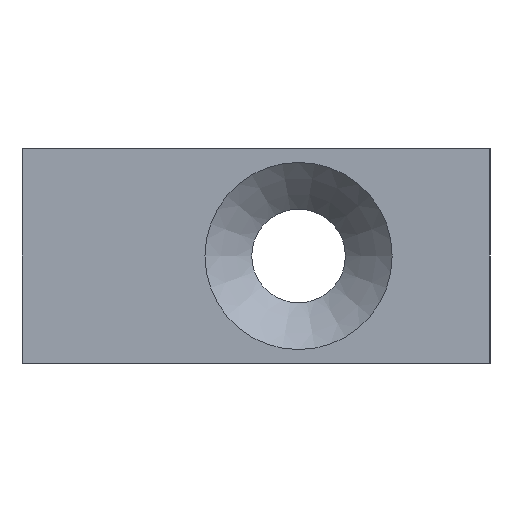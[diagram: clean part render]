
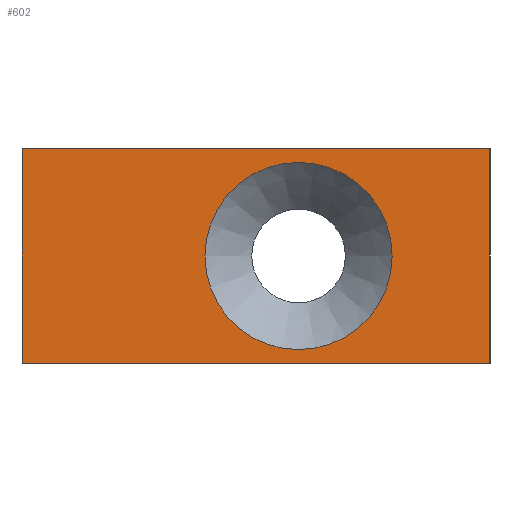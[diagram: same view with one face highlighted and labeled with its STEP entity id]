
A CAD part, left-side view. The second image highlights one B-rep face of the part: STEP entity #602.
In plain terms, the highlighted planar face has unit normal (-1, 0, 0).
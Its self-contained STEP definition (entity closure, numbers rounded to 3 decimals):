
#19=FACE_BOUND('',#100,.T.);
#44=CIRCLE('',#655,4.4);
#68=FACE_OUTER_BOUND('',#99,.T.);
#99=EDGE_LOOP('',(#470,#471,#472,#473));
#100=EDGE_LOOP('',(#474));
#162=LINE('',#988,#230);
#163=LINE('',#990,#231);
#164=LINE('',#992,#232);
#165=LINE('',#993,#233);
#230=VECTOR('',#783,10.);
#231=VECTOR('',#784,10.);
#232=VECTOR('',#785,10.);
#233=VECTOR('',#786,10.);
#293=VERTEX_POINT('',#976);
#296=VERTEX_POINT('',#986);
#297=VERTEX_POINT('',#987);
#298=VERTEX_POINT('',#989);
#299=VERTEX_POINT('',#991);
#360=EDGE_CURVE('',#293,#293,#44,.T.);
#365=EDGE_CURVE('',#296,#297,#162,.T.);
#366=EDGE_CURVE('',#298,#297,#163,.T.);
#367=EDGE_CURVE('',#299,#298,#164,.T.);
#368=EDGE_CURVE('',#299,#296,#165,.T.);
#470=ORIENTED_EDGE('',*,*,#365,.T.);
#471=ORIENTED_EDGE('',*,*,#366,.F.);
#472=ORIENTED_EDGE('',*,*,#367,.F.);
#473=ORIENTED_EDGE('',*,*,#368,.T.);
#474=ORIENTED_EDGE('',*,*,#360,.F.);
#573=PLANE('',#659);
#602=ADVANCED_FACE('',(#68,#19),#573,.T.);
#655=AXIS2_PLACEMENT_3D('',#977,#771,#772);
#659=AXIS2_PLACEMENT_3D('',#985,#781,#782);
#771=DIRECTION('center_axis',(-1.,0.,0.));
#772=DIRECTION('ref_axis',(0.,1.,0.));
#781=DIRECTION('center_axis',(-1.,0.,0.));
#782=DIRECTION('ref_axis',(0.,-1.,0.));
#783=DIRECTION('',(0.,1.,0.));
#784=DIRECTION('',(0.,0.,1.));
#785=DIRECTION('',(0.,1.,0.));
#786=DIRECTION('',(0.,0.,1.));
#976=CARTESIAN_POINT('',(-1.75,-19.,-3.));
#977=CARTESIAN_POINT('Origin',(-1.75,-14.6,-3.));
#985=CARTESIAN_POINT('Origin',(-1.75,-1.6,-8.05));
#986=CARTESIAN_POINT('',(-1.75,-23.6,2.05));
#987=CARTESIAN_POINT('',(-1.75,-1.6,2.05));
#988=CARTESIAN_POINT('',(-1.75,-7.1,2.05));
#989=CARTESIAN_POINT('',(-1.75,-1.6,-8.05));
#990=CARTESIAN_POINT('',(-1.75,-1.6,-8.05));
#991=CARTESIAN_POINT('',(-1.75,-23.6,-8.05));
#992=CARTESIAN_POINT('',(-1.75,-23.6,-8.05));
#993=CARTESIAN_POINT('',(-1.75,-23.6,-8.05));
